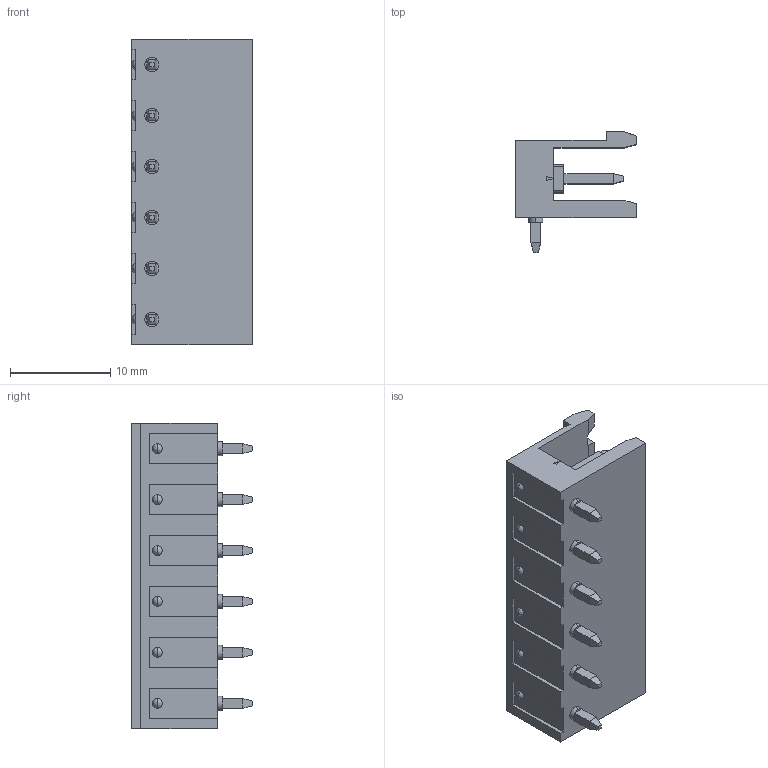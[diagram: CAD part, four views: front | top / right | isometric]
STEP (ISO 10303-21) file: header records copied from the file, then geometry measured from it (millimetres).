
FILE_DESCRIPTION (( 'STEP AP214' ), '1' );
FILE_NAME ('User Library-MSTB 2,5-6-G-5,08 1759059.STEP', '2017-04-23T08:21:52', ( 'Windows User' ), ( '' ), 'SwSTEP 2.0', 'SolidWorks 2017', '' );
FILE_SCHEMA (( 'AUTOMOTIVE_DESIGN' ));
Length unit declared in the file: millimetre
Products named in the file (2): User Library-MSTB 2,5-6-G-5,08 1759059_mstb_2.5-6-g-5.08; User Library-MSTB 2,5-6-G-5,08 1759059
Assembly tree (1 placements, depth 2):
  User Library-MSTB 2,5-6-G-5,08 1759059
    User Library-MSTB 2,5-6-G-5,08 1759059_mstb_2.5-6-g-5.08
Bounding box: 12 x 12.1 x 30.48 mm (x, y, z)
Volume: 1467 mm3; surface area: 2138.6 mm2
Topology: 1 solids, 1 shells, 350 faces, 837 edges, 516 vertices
Faces by surface type: plane 281, cylinder 51, bspline 12, cone 6
Entity records: 13909 total; most frequent: CARTESIAN_POINT 1911, DIRECTION 1653, ORIENTED_EDGE 1650, EDGE_CURVE 825, VECTOR 657, LINE 657, VERTEX_POINT 516, AXIS2_PLACEMENT_3D 498
